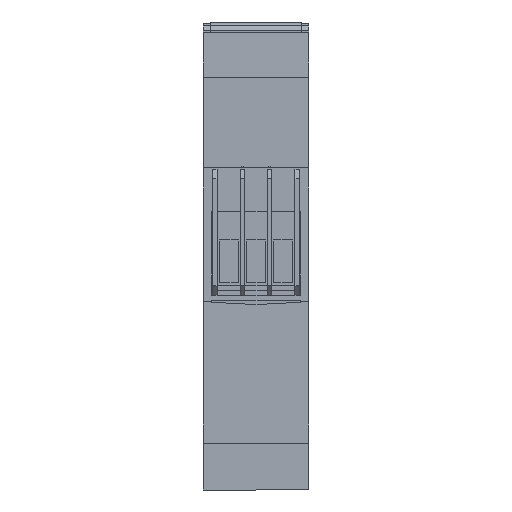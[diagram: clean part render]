
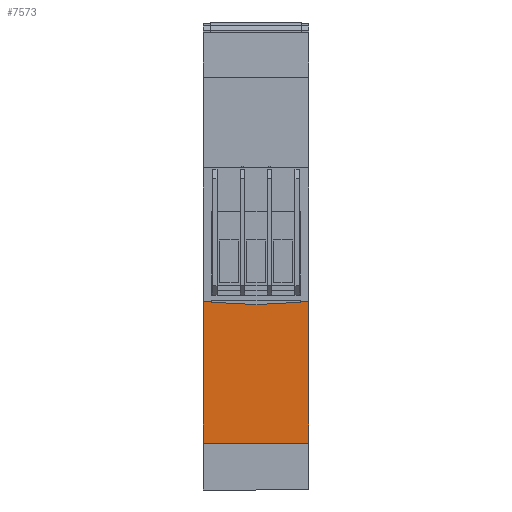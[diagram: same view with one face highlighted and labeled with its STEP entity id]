
A CAD part, front view. The second image highlights one B-rep face of the part: STEP entity #7573.
In plain terms, the highlighted planar face has unit normal (0, -1, 0).
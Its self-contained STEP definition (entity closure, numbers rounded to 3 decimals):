
#362=FACE_OUTER_BOUND('',#751,.T.);
#751=EDGE_LOOP('',(#5062,#5063,#5064,#5065,#5066,#5067,#5068,#5069,#5070,
#5071,#5072,#5073,#5074));
#1258=LINE('',#10922,#2105);
#1259=LINE('',#10924,#2106);
#1260=LINE('',#10926,#2107);
#1261=LINE('',#10928,#2108);
#1262=LINE('',#10930,#2109);
#1263=LINE('',#10932,#2110);
#1264=LINE('',#10934,#2111);
#1265=LINE('',#10936,#2112);
#1266=LINE('',#10938,#2113);
#1267=LINE('',#10940,#2114);
#1268=LINE('',#10942,#2115);
#1269=LINE('',#10944,#2116);
#1270=LINE('',#10945,#2117);
#2105=VECTOR('',#8773,0.4);
#2106=VECTOR('',#8774,2.);
#2107=VECTOR('',#8775,0.121);
#2108=VECTOR('',#8776,7.46);
#2109=VECTOR('',#8777,7.46);
#2110=VECTOR('',#8778,0.121);
#2111=VECTOR('',#8779,2.);
#2112=VECTOR('',#8780,0.4);
#2113=VECTOR('',#8781,10.);
#2114=VECTOR('',#8782,10.);
#2115=VECTOR('',#8783,10.);
#2116=VECTOR('',#8784,10.);
#2117=VECTOR('',#8785,10.);
#3000=VERTEX_POINT('',#10920);
#3001=VERTEX_POINT('',#10921);
#3002=VERTEX_POINT('',#10923);
#3003=VERTEX_POINT('',#10925);
#3004=VERTEX_POINT('',#10927);
#3005=VERTEX_POINT('',#10929);
#3006=VERTEX_POINT('',#10931);
#3007=VERTEX_POINT('',#10933);
#3008=VERTEX_POINT('',#10935);
#3009=VERTEX_POINT('',#10937);
#3010=VERTEX_POINT('',#10939);
#3011=VERTEX_POINT('',#10941);
#3012=VERTEX_POINT('',#10943);
#3790=EDGE_CURVE('',#3000,#3001,#1258,.T.);
#3791=EDGE_CURVE('',#3002,#3000,#1259,.T.);
#3792=EDGE_CURVE('',#3003,#3002,#1260,.T.);
#3793=EDGE_CURVE('',#3004,#3003,#1261,.T.);
#3794=EDGE_CURVE('',#3005,#3004,#1262,.T.);
#3795=EDGE_CURVE('',#3005,#3006,#1263,.T.);
#3796=EDGE_CURVE('',#3007,#3006,#1264,.T.);
#3797=EDGE_CURVE('',#3008,#3007,#1265,.T.);
#3798=EDGE_CURVE('',#3009,#3008,#1266,.T.);
#3799=EDGE_CURVE('',#3010,#3009,#1267,.T.);
#3800=EDGE_CURVE('',#3010,#3011,#1268,.T.);
#3801=EDGE_CURVE('',#3012,#3011,#1269,.T.);
#3802=EDGE_CURVE('',#3001,#3012,#1270,.T.);
#5062=ORIENTED_EDGE('',*,*,#3790,.F.);
#5063=ORIENTED_EDGE('',*,*,#3791,.F.);
#5064=ORIENTED_EDGE('',*,*,#3792,.F.);
#5065=ORIENTED_EDGE('',*,*,#3793,.F.);
#5066=ORIENTED_EDGE('',*,*,#3794,.F.);
#5067=ORIENTED_EDGE('',*,*,#3795,.T.);
#5068=ORIENTED_EDGE('',*,*,#3796,.F.);
#5069=ORIENTED_EDGE('',*,*,#3797,.F.);
#5070=ORIENTED_EDGE('',*,*,#3798,.F.);
#5071=ORIENTED_EDGE('',*,*,#3799,.F.);
#5072=ORIENTED_EDGE('',*,*,#3800,.T.);
#5073=ORIENTED_EDGE('',*,*,#3801,.F.);
#5074=ORIENTED_EDGE('',*,*,#3802,.F.);
#6873=PLANE('',#8016);
#7573=ADVANCED_FACE('',(#362),#6873,.T.);
#8016=AXIS2_PLACEMENT_3D('',#10919,#8771,#8772);
#8771=DIRECTION('center_axis',(0.,-1.,0.));
#8772=DIRECTION('ref_axis',(0.,0.,-1.));
#8773=DIRECTION('',(0.,0.,1.));
#8774=DIRECTION('',(1.,0.,0.));
#8775=DIRECTION('',(0.,0.,1.));
#8776=DIRECTION('',(0.999,0.,0.052));
#8777=DIRECTION('',(0.999,0.,-0.052));
#8778=DIRECTION('',(0.,0.,1.));
#8779=DIRECTION('',(1.,0.,0.));
#8780=DIRECTION('',(0.,0.,-1.));
#8781=DIRECTION('',(1.,0.,0.));
#8782=DIRECTION('',(0.,0.,1.));
#8783=DIRECTION('',(1.,0.,0.));
#8784=DIRECTION('',(0.,0.,-1.));
#8785=DIRECTION('',(1.,0.,0.));
#10919=CARTESIAN_POINT('Origin',(-11.25,-39.133,40.088));
#10920=CARTESIAN_POINT('',(9.45,-39.133,39.898));
#10921=CARTESIAN_POINT('',(9.45,-39.133,40.088));
#10922=CARTESIAN_POINT('',(9.45,-39.133,39.898));
#10923=CARTESIAN_POINT('',(7.45,-39.133,39.898));
#10924=CARTESIAN_POINT('',(7.45,-39.133,39.898));
#10925=CARTESIAN_POINT('',(7.45,-39.133,39.777));
#10926=CARTESIAN_POINT('',(7.45,-39.133,39.777));
#10927=CARTESIAN_POINT('',(0.,-39.133,39.387));
#10928=CARTESIAN_POINT('',(0.,-39.133,39.387));
#10929=CARTESIAN_POINT('',(-7.45,-39.133,39.777));
#10930=CARTESIAN_POINT('',(-7.45,-39.133,39.777));
#10931=CARTESIAN_POINT('',(-7.45,-39.133,39.898));
#10932=CARTESIAN_POINT('',(-7.45,-39.133,39.777));
#10933=CARTESIAN_POINT('',(-9.45,-39.133,39.898));
#10934=CARTESIAN_POINT('',(-9.45,-39.133,39.898));
#10935=CARTESIAN_POINT('',(-9.45,-39.133,40.088));
#10936=CARTESIAN_POINT('',(-9.45,-39.133,59.098));
#10937=CARTESIAN_POINT('',(-11.25,-39.133,40.088));
#10938=CARTESIAN_POINT('',(-11.25,-39.133,40.088));
#10939=CARTESIAN_POINT('',(-11.25,-39.133,9.958));
#10940=CARTESIAN_POINT('',(-11.25,-39.133,9.958));
#10941=CARTESIAN_POINT('',(11.25,-39.133,9.958));
#10942=CARTESIAN_POINT('',(-11.25,-39.133,9.958));
#10943=CARTESIAN_POINT('',(11.25,-39.133,40.088));
#10944=CARTESIAN_POINT('',(11.25,-39.133,9.958));
#10945=CARTESIAN_POINT('',(-11.25,-39.133,40.088));
